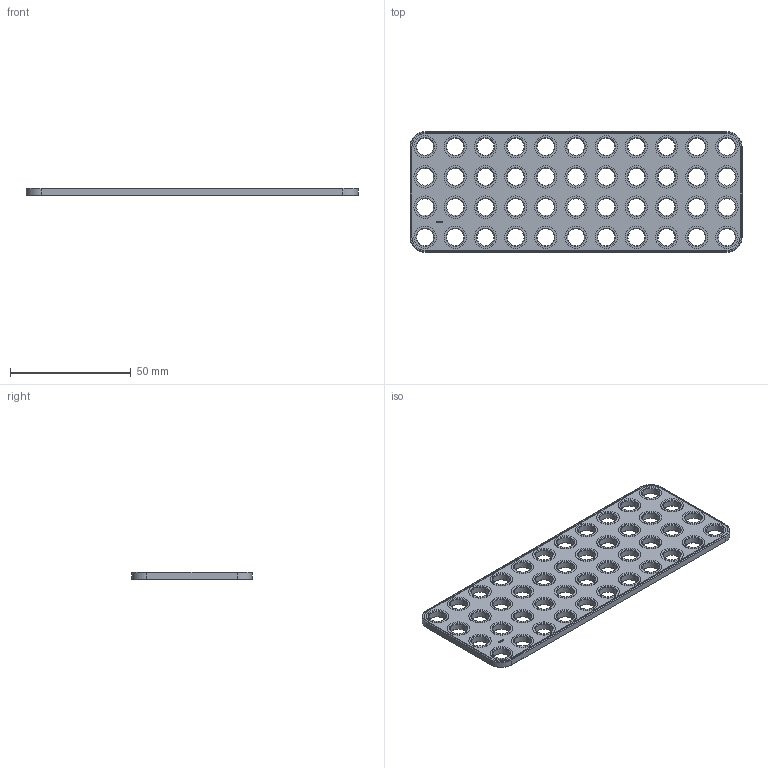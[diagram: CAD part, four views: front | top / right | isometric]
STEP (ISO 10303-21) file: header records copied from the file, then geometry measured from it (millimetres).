
FILE_DESCRIPTION(('FreeCAD Model'),'2;1');
FILE_NAME('Open CASCADE Shape Model','2024-10-08T18:19:37',(''),(''), 'Open CASCADE STEP processor 7.7','FreeCAD','Unknown');
FILE_SCHEMA(('AUTOMOTIVE_DESIGN { 1 0 10303 214 1 1 1 1 }'));
Length unit declared in the file: millimetre
Products named in the file (1): Plate RCT CRNR BU11x04x00.25 - SPN-PLT-0123 (stemfie.org)
Bounding box: 137.5 x 50 x 3.12 mm (x, y, z)
Volume: 15240.2 mm3; surface area: 14327.5 mm2
Topology: 1 solids, 1 shells, 711 faces, 1798 edges, 1164 vertices
Faces by surface type: plane 375, extrusion 144, cylinder 96, cone 96
Full cylindrical faces by diameter (mm): 7 x44, 9.2 x44
Entity records: 21834 total; most frequent: CARTESIAN_POINT 4838, ORIENTED_EDGE 3596, DIRECTION 3078, EDGE_CURVE 1798, VECTOR 1366, LINE 1222, VERTEX_POINT 1164, FACE_BOUND 874
